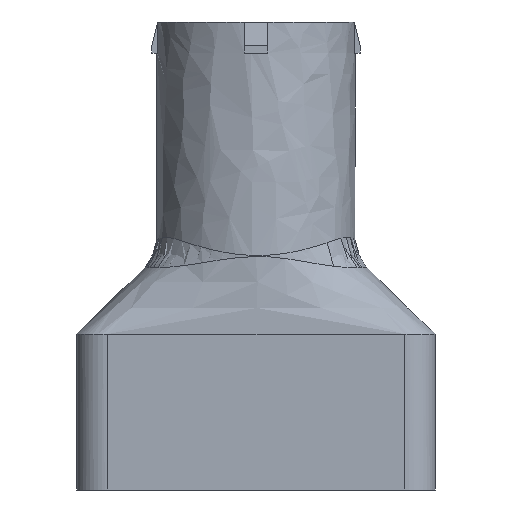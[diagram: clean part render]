
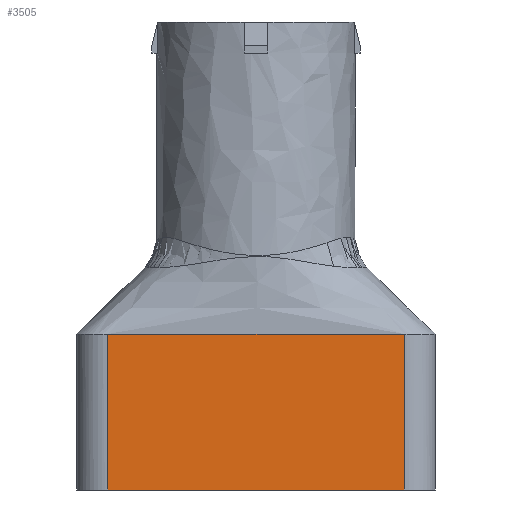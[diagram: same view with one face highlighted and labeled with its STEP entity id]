
A CAD part, front view. The second image highlights one B-rep face of the part: STEP entity #3505.
In plain terms, the highlighted free-form (B-spline) face has degree [1, 1] with [2, 2] control points.
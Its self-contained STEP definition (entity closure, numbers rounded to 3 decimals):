
#3275 = VERTEX_POINT('',#3276);
#3276 = CARTESIAN_POINT('',(-15.508,0.,16.325));
#3282 = EDGE_CURVE('',#3275,#3283,#3285,.T.);
#3283 = VERTEX_POINT('',#3284);
#3284 = CARTESIAN_POINT('',(15.508,0.,16.325));
#3285 = B_SPLINE_CURVE_WITH_KNOTS('',1,(#3286,#3287),.UNSPECIFIED.,.F.,
  .F.,(2,2),(-19.,19.),.PIECEWISE_BEZIER_KNOTS.);
#3286 = CARTESIAN_POINT('',(-15.508,0.,16.325));
#3287 = CARTESIAN_POINT('',(15.508,0.,16.325));
#3487 = VERTEX_POINT('',#3488);
#3488 = CARTESIAN_POINT('',(-15.508,0.,0.));
#3494 = EDGE_CURVE('',#3487,#3275,#3495,.T.);
#3495 = B_SPLINE_CURVE_WITH_KNOTS('',1,(#3496,#3497),.UNSPECIFIED.,.F.,
  .F.,(2,2),(0.,20.),.PIECEWISE_BEZIER_KNOTS.);
#3496 = CARTESIAN_POINT('',(-15.508,0.,0.));
#3497 = CARTESIAN_POINT('',(-15.508,0.,16.325));
#3505 = ADVANCED_FACE('',(#3506),#3522,.T.);
#3506 = FACE_BOUND('',#3507,.T.);
#3507 = EDGE_LOOP('',(#3508,#3509,#3516,#3521));
#3508 = ORIENTED_EDGE('',*,*,#3494,.F.);
#3509 = ORIENTED_EDGE('',*,*,#3510,.T.);
#3510 = EDGE_CURVE('',#3487,#3511,#3513,.T.);
#3511 = VERTEX_POINT('',#3512);
#3512 = CARTESIAN_POINT('',(15.508,0.,0.));
#3513 = B_SPLINE_CURVE_WITH_KNOTS('',1,(#3514,#3515),.UNSPECIFIED.,.F.,
  .F.,(2,2),(-19.,19.),.PIECEWISE_BEZIER_KNOTS.);
#3514 = CARTESIAN_POINT('',(-15.508,0.,0.));
#3515 = CARTESIAN_POINT('',(15.508,0.,0.));
#3516 = ORIENTED_EDGE('',*,*,#3517,.F.);
#3517 = EDGE_CURVE('',#3283,#3511,#3518,.T.);
#3518 = B_SPLINE_CURVE_WITH_KNOTS('',1,(#3519,#3520),.UNSPECIFIED.,.F.,
  .F.,(2,2),(-20.,0.),.PIECEWISE_BEZIER_KNOTS.);
#3519 = CARTESIAN_POINT('',(15.508,0.,16.325));
#3520 = CARTESIAN_POINT('',(15.508,0.,0.));
#3521 = ORIENTED_EDGE('',*,*,#3282,.F.);
#3522 = B_SPLINE_SURFACE_WITH_KNOTS('',1,1,(
    (#3523,#3524)
    ,(#3525,#3526
    )),.UNSPECIFIED.,.F.,.F.,.F.,(2,2),(2,2),(4.,42.),(0.,20.),
  .PIECEWISE_BEZIER_KNOTS.);
#3523 = CARTESIAN_POINT('',(-15.508,0.,0.));
#3524 = CARTESIAN_POINT('',(-15.508,0.,16.325));
#3525 = CARTESIAN_POINT('',(15.508,0.,0.));
#3526 = CARTESIAN_POINT('',(15.508,0.,16.325));
